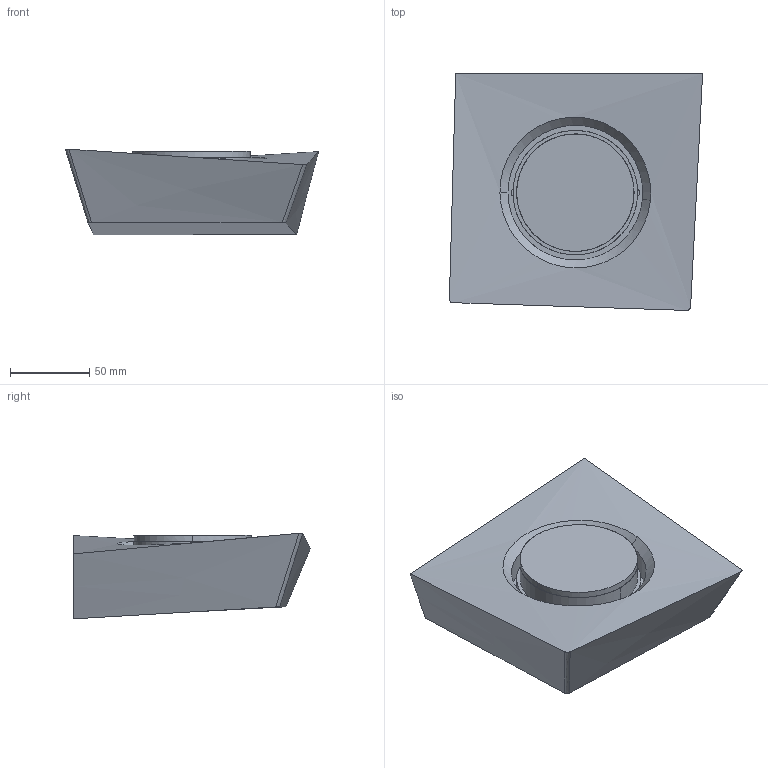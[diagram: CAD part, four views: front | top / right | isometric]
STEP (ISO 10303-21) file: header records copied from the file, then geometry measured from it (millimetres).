
FILE_DESCRIPTION(/* description */ (''),/* implementation_level */ '2;1');
FILE_NAME(/* name */ 'T374',/* time_stamp */ '2020-12-21T19:00:09+01:00',/* author */ (''),/* organization */ (''),/* preprocessor_version */ 'ST-DEVELOPER v16.5',/* originating_system */ '',/* authorisation */ '');
FILE_SCHEMA (('AUTOMOTIVE_DESIGN'));
Length unit declared in the file: millimetre
Products named in the file (1): Document
Bounding box: 159.57 x 149.22 x 54.04 mm (x, y, z)
Volume: 533606.7 mm3; surface area: 160199.6 mm2
Topology: 10 solids, 13 shells, 205 faces, 476 edges, 315 vertices
Faces by surface type: bspline 205
Entity records: 13890 total; most frequent: CARTESIAN_POINT 7960, ORIENTED_EDGE 946, PCURVE 946, DEFINITIONAL_REPRESENTATION 946, B_SPLINE_CURVE_WITH_KNOTS 847, SURFACE_CURVE 476, EDGE_CURVE 476, VERTEX_POINT 315
